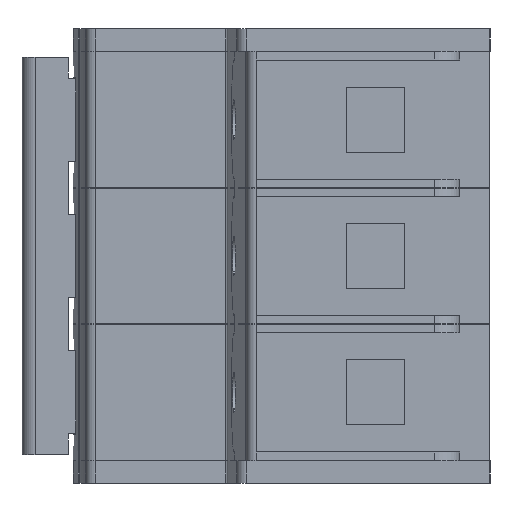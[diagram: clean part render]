
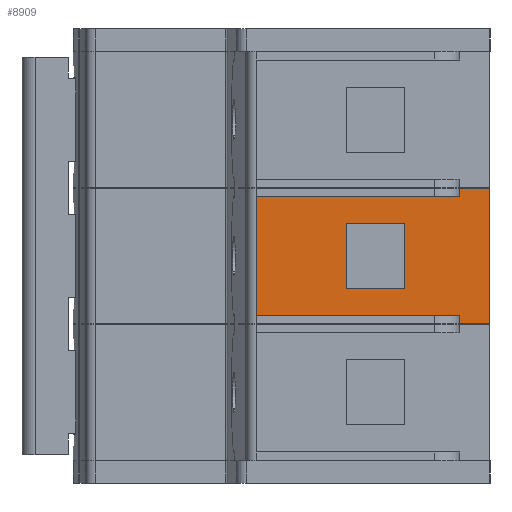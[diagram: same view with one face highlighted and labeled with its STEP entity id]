
A CAD part, left-side view. The second image highlights one B-rep face of the part: STEP entity #8909.
In plain terms, the highlighted planar face has unit normal (-1, 0, 0).
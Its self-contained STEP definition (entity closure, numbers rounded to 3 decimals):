
#262 = CARTESIAN_POINT ( 'NONE',  ( -47.5, 10.9, -19.95 ) ) ;
#275 = DIRECTION ( 'NONE',  ( 1., 0., 0. ) ) ;
#711 = CARTESIAN_POINT ( 'NONE',  ( -47.5, 10.9, -19.95 ) ) ;
#755 = ORIENTED_EDGE ( 'NONE', *, *, #2015, .T. ) ;
#1070 = ORIENTED_EDGE ( 'NONE', *, *, #1979, .T. ) ;
#1118 = CARTESIAN_POINT ( 'NONE',  ( -47.5, 0., 0. ) ) ;
#1131 = EDGE_CURVE ( 'NONE', #10236, #8042, #7195, .T. ) ;
#1162 = VECTOR ( 'NONE', #9740, 1000. ) ;
#1165 = FACE_OUTER_BOUND ( 'NONE', #4987, .T. ) ;
#1180 = DIRECTION ( 'NONE',  ( 0., 0., -1. ) ) ;
#1224 = DIRECTION ( 'NONE',  ( 0., 1., 0. ) ) ;
#1330 = ORIENTED_EDGE ( 'NONE', *, *, #11233, .T. ) ;
#1603 = DIRECTION ( 'NONE',  ( 0., -1., 0. ) ) ;
#1686 = CARTESIAN_POINT ( 'NONE',  ( -47.5, 0., 27. ) ) ;
#1979 = EDGE_CURVE ( 'NONE', #2066, #4419, #9341, .T. ) ;
#2015 = EDGE_CURVE ( 'NONE', #7651, #7661, #9798, .T. ) ;
#2066 = VERTEX_POINT ( 'NONE', #6358 ) ;
#2240 = ORIENTED_EDGE ( 'NONE', *, *, #6146, .T. ) ;
#2514 = CARTESIAN_POINT ( 'NONE',  ( -47.5, 0., -0.05 ) ) ;
#2535 = VECTOR ( 'NONE', #2851, 1000. ) ;
#2586 = CARTESIAN_POINT ( 'NONE',  ( -47.5, 40.311, -25.3 ) ) ;
#2760 = VECTOR ( 'NONE', #10573, 1000. ) ;
#2783 = DIRECTION ( 'NONE',  ( 0., 0., -1. ) ) ;
#2788 = ORIENTED_EDGE ( 'NONE', *, *, #2841, .T. ) ;
#2841 = EDGE_CURVE ( 'NONE', #7586, #5484, #10775, .T. ) ;
#2851 = DIRECTION ( 'NONE',  ( 0., 0., -1. ) ) ;
#2966 = VECTOR ( 'NONE', #1224, 1000. ) ;
#3039 = CARTESIAN_POINT ( 'NONE',  ( -47.5, 0., -26.95 ) ) ;
#3090 = LINE ( 'NONE', #6680, #2966 ) ;
#3191 = CARTESIAN_POINT ( 'NONE',  ( -47.5, 0., -26.95 ) ) ;
#3486 = EDGE_CURVE ( 'NONE', #10674, #10236, #11111, .T. ) ;
#3526 = ORIENTED_EDGE ( 'NONE', *, *, #10736, .T. ) ;
#3667 = VECTOR ( 'NONE', #5424, 1000. ) ;
#3688 = LINE ( 'NONE', #9318, #3716 ) ;
#3716 = VECTOR ( 'NONE', #2783, 1000. ) ;
#3941 = ORIENTED_EDGE ( 'NONE', *, *, #11400, .F. ) ;
#3948 = DIRECTION ( 'NONE',  ( 0., 1., 0. ) ) ;
#4419 = VERTEX_POINT ( 'NONE', #3191 ) ;
#4452 = VECTOR ( 'NONE', #1180, 1000. ) ;
#4814 = VECTOR ( 'NONE', #10197, 1000. ) ;
#4847 = PLANE ( 'NONE',  #7707 ) ;
#4987 = EDGE_LOOP ( 'NONE', ( #1070, #3526, #3941, #755, #6257, #1330, #2788, #2240 ) ) ;
#5131 = CARTESIAN_POINT ( 'NONE',  ( -47.5, 0., -1.7 ) ) ;
#5424 = DIRECTION ( 'NONE',  ( 0., 0., -1. ) ) ;
#5484 = VERTEX_POINT ( 'NONE', #8315 ) ;
#5495 = CARTESIAN_POINT ( 'NONE',  ( -47.5, -6., -26.95 ) ) ;
#5696 = CARTESIAN_POINT ( 'NONE',  ( -47.5, 22.5, -7.05 ) ) ;
#5855 = DIRECTION ( 'NONE',  ( 0., 0., 1. ) ) ;
#6071 = CARTESIAN_POINT ( 'NONE',  ( -47.5, 0., -0.05 ) ) ;
#6146 = EDGE_CURVE ( 'NONE', #5484, #2066, #8902, .T. ) ;
#6257 = ORIENTED_EDGE ( 'NONE', *, *, #10178, .T. ) ;
#6261 = CARTESIAN_POINT ( 'NONE',  ( -47.5, -9.875, -25.3 ) ) ;
#6358 = CARTESIAN_POINT ( 'NONE',  ( -47.5, 0., -25.3 ) ) ;
#6452 = EDGE_LOOP ( 'NONE', ( #9260, #11830, #8003, #10203 ) ) ;
#6463 = CARTESIAN_POINT ( 'NONE',  ( -47.5, 10.9, -7.05 ) ) ;
#6680 = CARTESIAN_POINT ( 'NONE',  ( -47.5, 40.311, -1.7 ) ) ;
#6686 = CARTESIAN_POINT ( 'NONE',  ( -47.5, 0., 27. ) ) ;
#6852 = VERTEX_POINT ( 'NONE', #5495 ) ;
#7070 = VERTEX_POINT ( 'NONE', #5131 ) ;
#7195 = LINE ( 'NONE', #9850, #9582 ) ;
#7214 = CARTESIAN_POINT ( 'NONE',  ( -47.5, 40.311, -1.7 ) ) ;
#7257 = CARTESIAN_POINT ( 'NONE',  ( -47.5, 22.5, -7.05 ) ) ;
#7586 = VERTEX_POINT ( 'NONE', #7214 ) ;
#7651 = VERTEX_POINT ( 'NONE', #8946 ) ;
#7661 = VERTEX_POINT ( 'NONE', #2514 ) ;
#7707 = AXIS2_PLACEMENT_3D ( 'NONE', #6686, #275, #3948 ) ;
#8003 = ORIENTED_EDGE ( 'NONE', *, *, #9213, .F. ) ;
#8042 = VERTEX_POINT ( 'NONE', #711 ) ;
#8116 = DIRECTION ( 'NONE',  ( 0., -1., 0. ) ) ;
#8315 = CARTESIAN_POINT ( 'NONE',  ( -47.5, 40.311, -25.3 ) ) ;
#8479 = LINE ( 'NONE', #262, #9413 ) ;
#8740 = LINE ( 'NONE', #3039, #2760 ) ;
#8744 = EDGE_CURVE ( 'NONE', #10541, #10674, #11895, .T. ) ;
#8902 = LINE ( 'NONE', #6261, #10230 ) ;
#8909 = ADVANCED_FACE ( 'NONE', ( #9387, #1165 ), #4847, .F. ) ;
#8946 = CARTESIAN_POINT ( 'NONE',  ( -47.5, -6., -0.05 ) ) ;
#9213 = EDGE_CURVE ( 'NONE', #8042, #10541, #8479, .T. ) ;
#9260 = ORIENTED_EDGE ( 'NONE', *, *, #3486, .F. ) ;
#9318 = CARTESIAN_POINT ( 'NONE',  ( -47.5, -6., 27. ) ) ;
#9341 = LINE ( 'NONE', #1118, #4452 ) ;
#9387 = FACE_BOUND ( 'NONE', #6452, .T. ) ;
#9413 = VECTOR ( 'NONE', #5855, 1000. ) ;
#9582 = VECTOR ( 'NONE', #1603, 1000. ) ;
#9740 = DIRECTION ( 'NONE',  ( 0., 1., 0. ) ) ;
#9751 = DIRECTION ( 'NONE',  ( 0., 0., -1. ) ) ;
#9798 = LINE ( 'NONE', #6071, #1162 ) ;
#9850 = CARTESIAN_POINT ( 'NONE',  ( -47.5, 22.5, -19.95 ) ) ;
#10044 = VECTOR ( 'NONE', #9751, 1000. ) ;
#10178 = EDGE_CURVE ( 'NONE', #7661, #7070, #10277, .T. ) ;
#10197 = DIRECTION ( 'NONE',  ( 0., 1., 0. ) ) ;
#10203 = ORIENTED_EDGE ( 'NONE', *, *, #1131, .F. ) ;
#10230 = VECTOR ( 'NONE', #8116, 1000. ) ;
#10236 = VERTEX_POINT ( 'NONE', #11250 ) ;
#10277 = LINE ( 'NONE', #1686, #3667 ) ;
#10541 = VERTEX_POINT ( 'NONE', #11853 ) ;
#10573 = DIRECTION ( 'NONE',  ( 0., -1., 0. ) ) ;
#10674 = VERTEX_POINT ( 'NONE', #5696 ) ;
#10736 = EDGE_CURVE ( 'NONE', #4419, #6852, #8740, .T. ) ;
#10775 = LINE ( 'NONE', #2586, #10044 ) ;
#11111 = LINE ( 'NONE', #7257, #2535 ) ;
#11233 = EDGE_CURVE ( 'NONE', #7070, #7586, #3090, .T. ) ;
#11250 = CARTESIAN_POINT ( 'NONE',  ( -47.5, 22.5, -19.95 ) ) ;
#11400 = EDGE_CURVE ( 'NONE', #7651, #6852, #3688, .T. ) ;
#11830 = ORIENTED_EDGE ( 'NONE', *, *, #8744, .F. ) ;
#11853 = CARTESIAN_POINT ( 'NONE',  ( -47.5, 10.9, -7.05 ) ) ;
#11895 = LINE ( 'NONE', #6463, #4814 ) ;
